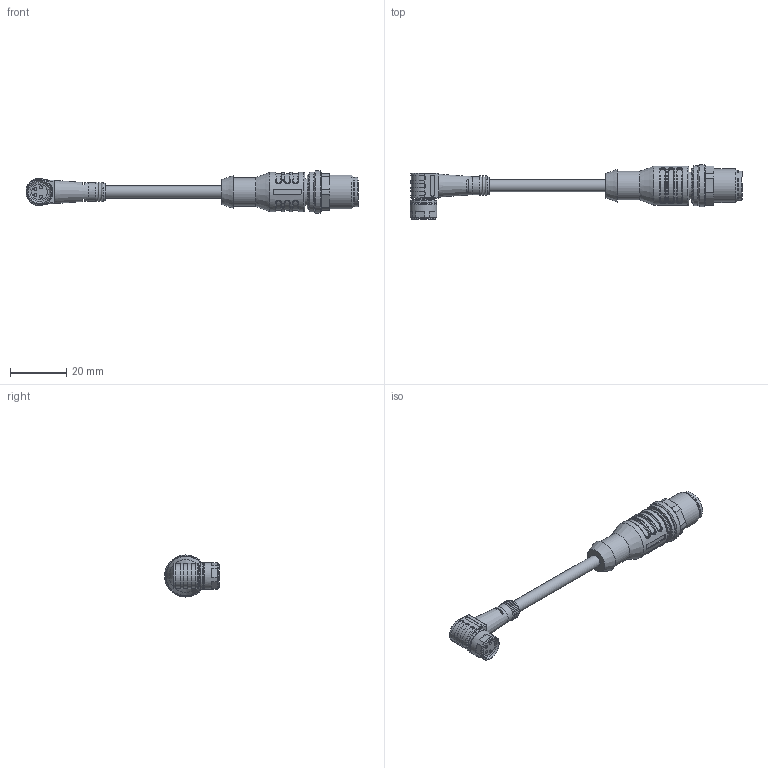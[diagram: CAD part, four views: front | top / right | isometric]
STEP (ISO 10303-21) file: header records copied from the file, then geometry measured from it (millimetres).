
FILE_DESCRIPTION(/* description */ (''),/* implementation_level */ '2;1');
FILE_NAME(/* name */ 'VK30RF80.stp',/* time_stamp */ '2016-10-11T15:03:54+02:00',/* author */ ('mitarbeiter'),/* organization */ (''),/* preprocessor_version */ 'ST-DEVELOPER v15.2',/* originating_system */ 'Autodesk Inventor 2014',/* authorisation */ '');
FILE_SCHEMA (('AUTOMOTIVE_DESIGN { 1 0 10303 214 3 1 1 }'));
Length unit declared in the file: millimetre
Products named in the file (3): stk_M12_4polig_grd; Dose_M8_gew_4pol; VK30RF80
Bounding box: 118.32 x 19.5 x 15 mm (x, y, z)
Volume: 6016.4 mm3; surface area: 5461.4 mm2
Topology: 1 solids, 2 shells, 327 faces, 778 edges, 487 vertices
Faces by surface type: plane 120, cylinder 119, torus 43, bspline 24, cone 17, sphere 4
Full cylindrical faces by diameter (mm): 1 x8, 1.1 x4, 4.3 x2, 5.65 x1, 5.725 x1, 6.5 x4, 6.95 x1, 7.2 x1, 8.2 x1, 8.3 x1, 8.375 x1, 8.8 x1, 9.6 x3, 10.2 x1, 10.45 x1, 10.65 x1, 12 x1, 12.5 x2, 14 x1, 14.25 x1, 15 x1
Entity records: 10956 total; most frequent: CARTESIAN_POINT 3510, DIRECTION 1542, ORIENTED_EDGE 1346, EDGE_CURVE 675, AXIS2_PLACEMENT_3D 655, VERTEX_POINT 459, EDGE_LOOP 438, STYLED_ITEM 327
